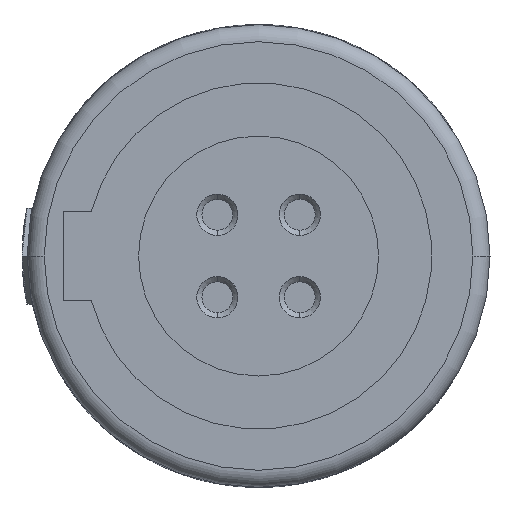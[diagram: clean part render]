
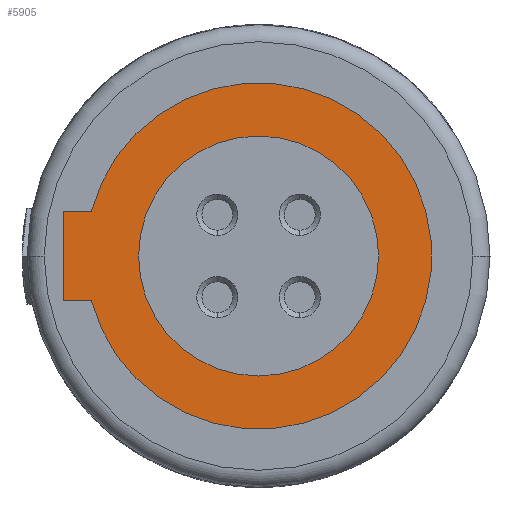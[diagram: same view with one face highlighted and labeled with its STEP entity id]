
A CAD part, left-side view. The second image highlights one B-rep face of the part: STEP entity #5905.
In plain terms, the highlighted planar face has unit normal (-1, 0, 0).
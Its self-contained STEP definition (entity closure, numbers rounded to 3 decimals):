
#2057=DIRECTION('',(0.,1.,0.));
#2058=VECTOR('',#2057,0.82);
#2059=CARTESIAN_POINT('',(0.,4.88,-1.3));
#2060=LINE('',#2059,#2058);
#2061=DIRECTION('',(0.,0.,1.));
#2062=VECTOR('',#2061,2.6);
#2063=CARTESIAN_POINT('',(0.,5.7,-1.3));
#2064=LINE('',#2063,#2062);
#2065=DIRECTION('',(0.,-1.,0.));
#2066=VECTOR('',#2065,0.82);
#2067=CARTESIAN_POINT('',(0.,5.7,1.3));
#2068=LINE('',#2067,#2066);
#2069=CARTESIAN_POINT('',(0.,0.,0.));
#2070=DIRECTION('',(1.,0.,0.));
#2071=DIRECTION('',(0.,0.,-1.));
#2072=AXIS2_PLACEMENT_3D('',#2069,#2070,#2071);
#2074=CARTESIAN_POINT('',(0.,0.,0.));
#2075=DIRECTION('',(1.,0.,0.));
#2076=DIRECTION('',(0.,0.,1.));
#2077=AXIS2_PLACEMENT_3D('',#2074,#2075,#2076);
#2088=CARTESIAN_POINT('',(0.,0.,0.));
#2089=DIRECTION('',(-1.,0.,0.));
#2090=DIRECTION('',(0.,0.966,-0.257));
#2091=AXIS2_PLACEMENT_3D('',#2088,#2089,#2090);
#2879=CARTESIAN_POINT('',(0.,0.,-3.5));
#2880=VERTEX_POINT('',#2879);
#2881=CARTESIAN_POINT('',(0.,0.,3.5));
#2882=VERTEX_POINT('',#2881);
#3273=CARTESIAN_POINT('',(0.,5.7,-1.3));
#3274=CARTESIAN_POINT('',(0.,5.7,1.3));
#3275=VERTEX_POINT('',#3273);
#3276=VERTEX_POINT('',#3274);
#3277=CARTESIAN_POINT('',(0.,4.88,-1.3));
#3278=VERTEX_POINT('',#3277);
#3279=CARTESIAN_POINT('',(0.,4.88,1.3));
#3280=VERTEX_POINT('',#3279);
#5885=CARTESIAN_POINT('',(0.,0.,0.));
#5886=DIRECTION('',(1.,0.,0.));
#5887=DIRECTION('',(0.,0.,-1.));
#5888=AXIS2_PLACEMENT_3D('',#5885,#5886,#5887);
#5889=PLANE('',#5888);
#5891=ORIENTED_EDGE('',*,*,#5890,.F.);
#5892=ORIENTED_EDGE('',*,*,#5868,.T.);
#5894=ORIENTED_EDGE('',*,*,#5893,.T.);
#5896=ORIENTED_EDGE('',*,*,#5895,.T.);
#5897=EDGE_LOOP('',(#5891,#5892,#5894,#5896));
#5898=FACE_OUTER_BOUND('',#5897,.F.);
#5900=ORIENTED_EDGE('',*,*,#5899,.F.);
#5902=ORIENTED_EDGE('',*,*,#5901,.F.);
#5903=EDGE_LOOP('',(#5900,#5902));
#5904=FACE_BOUND('',#5903,.F.);
#2073=CIRCLE('',#2072,3.5);
#2078=CIRCLE('',#2077,3.5);
#2092=CIRCLE('',#2091,5.05);
#5868=EDGE_CURVE('',#3278,#3275,#2060,.T.);
#5890=EDGE_CURVE('',#3278,#3280,#2092,.T.);
#5893=EDGE_CURVE('',#3275,#3276,#2064,.T.);
#5895=EDGE_CURVE('',#3276,#3280,#2068,.T.);
#5899=EDGE_CURVE('',#2880,#2882,#2073,.T.);
#5901=EDGE_CURVE('',#2882,#2880,#2078,.T.);
#5905=ADVANCED_FACE('',(#5898,#5904),#5889,.F.);
